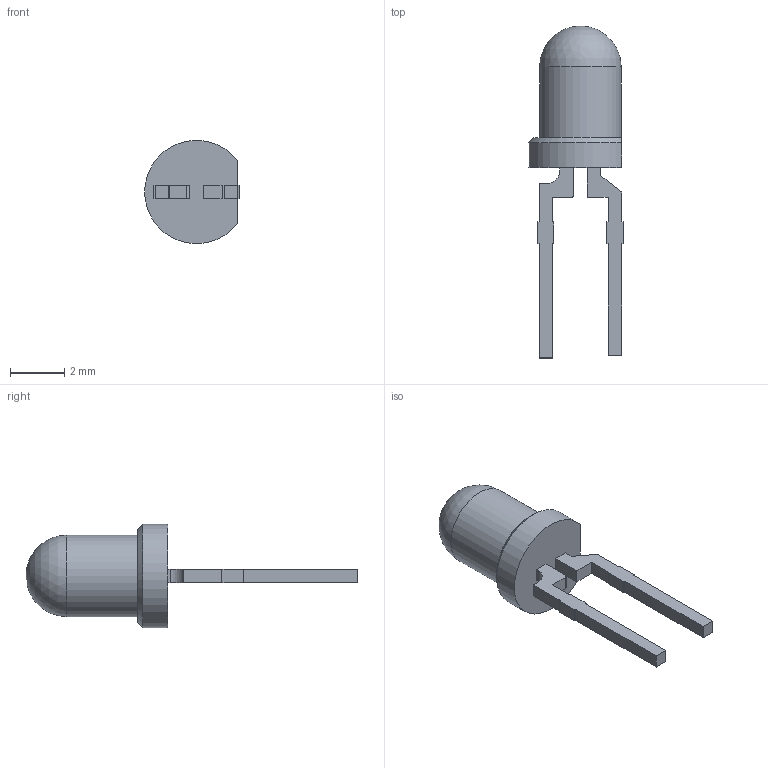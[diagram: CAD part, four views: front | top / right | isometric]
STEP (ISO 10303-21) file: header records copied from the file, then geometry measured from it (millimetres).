
FILE_DESCRIPTION(/* description */ (''),/* implementation_level */ '2;1');
FILE_NAME(/* name */ 'SFH_229 v1.step',/* time_stamp */ '2024-04-11T13:50:13+07:00',/* author */ (''),/* organization */ (''),/* preprocessor_version */ 'ST-DEVELOPER v20',/* originating_system */ 'Autodesk Translation Framework v12.20.1.177',/* authorisation */ '');
FILE_SCHEMA (('AUTOMOTIVE_DESIGN { 1 0 10303 214 3 1 1 }'));
Length unit declared in the file: millimetre
Products named in the file (1): SFH_229
Bounding box: 3.46 x 12.2 x 3.79 mm (x, y, z)
Volume: 41.1 mm3; surface area: 97.1 mm2
Topology: 3 solids, 3 shells, 45 faces, 116 edges, 77 vertices
Faces by surface type: plane 39, cylinder 4, sphere 1, cone 1
Full cylindrical faces by diameter (mm): 3 x1
Entity records: 1390 total; most frequent: CARTESIAN_POINT 242, ORIENTED_EDGE 230, DIRECTION 215, EDGE_CURVE 115, LINE 103, VECTOR 103, VERTEX_POINT 77, AXIS2_PLACEMENT_3D 56
